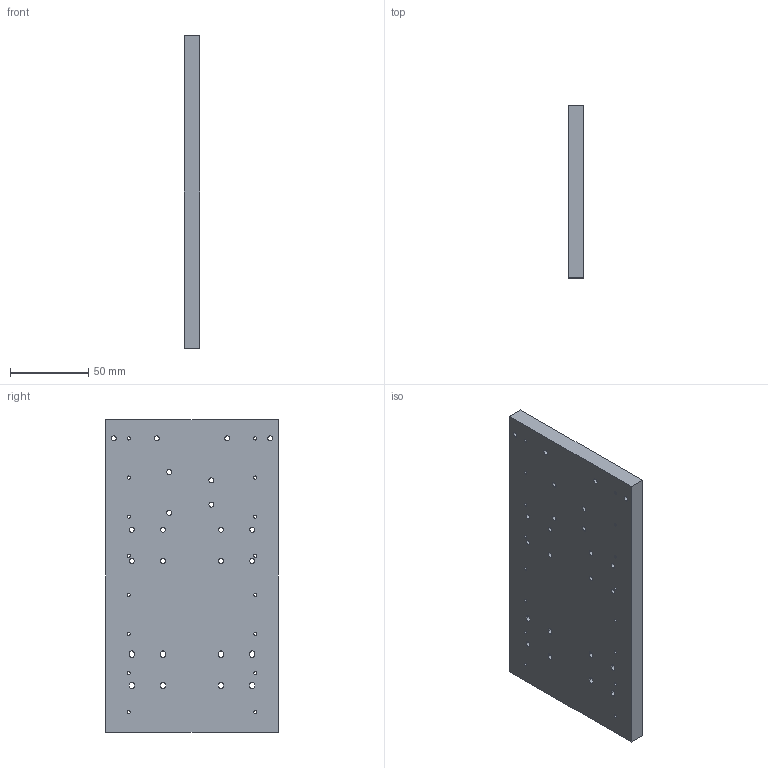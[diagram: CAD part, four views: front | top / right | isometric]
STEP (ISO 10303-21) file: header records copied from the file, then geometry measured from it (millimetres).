
FILE_DESCRIPTION(/* description */ (''),/* implementation_level */ '2;1');
FILE_NAME(/* name */ 'Z_to_X_Plate.step',/* time_stamp */ '2021-08-05T09:14:01-05:00',/* author */ (''),/* organization */ (''),/* preprocessor_version */ 'ST-DEVELOPER v18.1',/* originating_system */ 'Autodesk Translation Framework v10.9.0.1377',/* authorisation */ '');
FILE_SCHEMA (('AUTOMOTIVE_DESIGN { 1 0 10303 214 3 1 1 }'));
Length unit declared in the file: millimetre
Products named in the file (1): Z_to_X_Plate
Bounding box: 10 x 110 x 200 mm (x, y, z)
Volume: 212927.6 mm3; surface area: 54600.9 mm2
Topology: 1 solids, 1 shells, 134 faces, 342 edges, 228 vertices
Faces by surface type: cylinder 76, plane 58
Full cylindrical faces by diameter (mm): 2 x16, 3.175 x4, 3.18 x2, 3.2 x10, 8.7 x2, 8.75 x8
Entity records: 4322 total; most frequent: DIRECTION 768, CARTESIAN_POINT 705, ORIENTED_EDGE 684, EDGE_CURVE 342, AXIS2_PLACEMENT_3D 291, EDGE_LOOP 232, VERTEX_POINT 228, LINE 186
